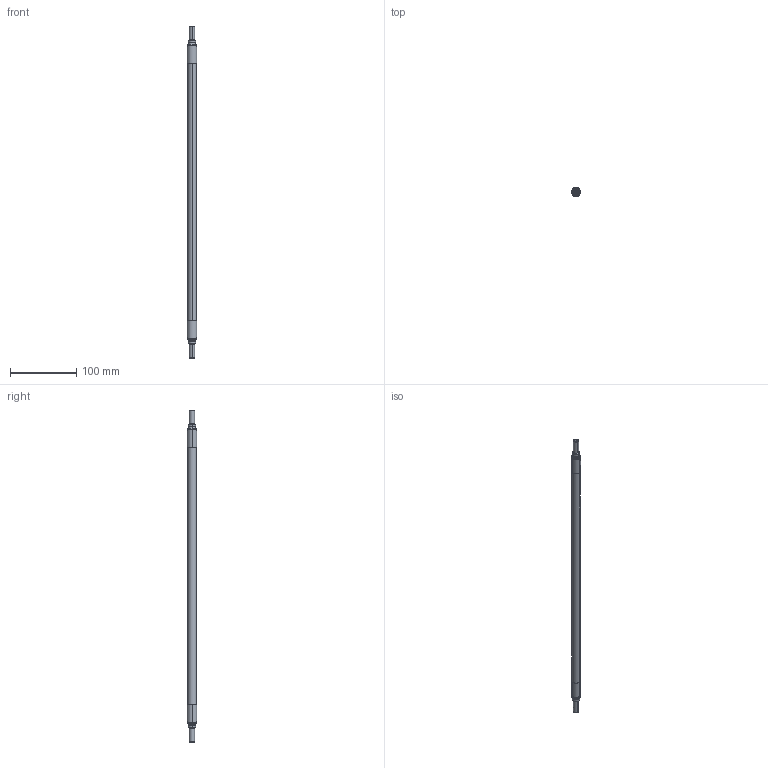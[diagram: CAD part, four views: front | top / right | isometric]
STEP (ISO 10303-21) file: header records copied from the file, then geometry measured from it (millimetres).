
FILE_DESCRIPTION((''),'2;1');
FILE_NAME('ILCM43000037','2009-07-27T',('mes'),(''),'PRO/ENGINEER BY PARAMETRIC TECHNOLOGY CORPORATION, 2007460','PRO/ENGINEER BY PARAMETRIC TECHNOLOGY CORPORATION, 2007460','');
FILE_SCHEMA(('AUTOMOTIVE_DESIGN_CC2 { 1 2 10303 214 -1 1 5 2 }'));
Length unit declared in the file: inch
Products named in the file (1): ILCM43000037
Bounding box: 13.8 x 13.8 x 500 mm (x, y, z)
Volume: 49737.6 mm3; surface area: 33473.5 mm2
Topology: 1 solids, 1 shells, 74 faces, 162 edges, 102 vertices
Faces by surface type: cylinder 28, torus 20, plane 14, cone 12
Entity records: 2729 total; most frequent: DIRECTION 432, CARTESIAN_POINT 338, ORIENTED_EDGE 324, AXIS2_PLACEMENT_3D 196, EDGE_CURVE 162, CIRCLE 122, COLOUR_RGB 105, VERTEX_POINT 102
